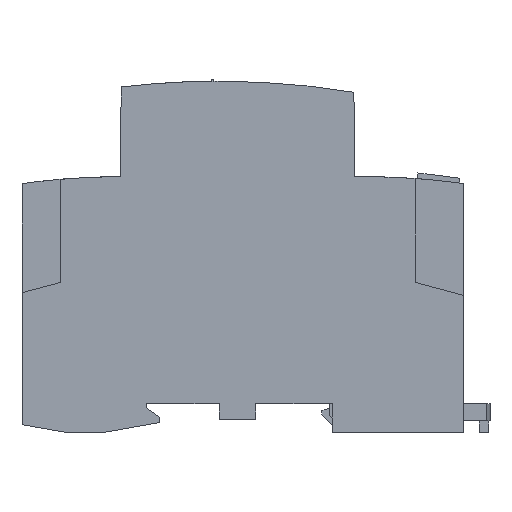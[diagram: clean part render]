
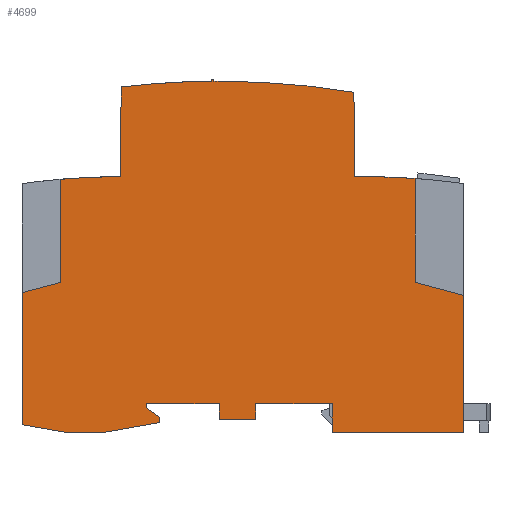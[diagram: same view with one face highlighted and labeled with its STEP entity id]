
A CAD part, left-side view. The second image highlights one B-rep face of the part: STEP entity #4699.
In plain terms, the highlighted planar face has unit normal (-1, 0, 0).
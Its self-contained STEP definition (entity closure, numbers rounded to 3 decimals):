
#2=DIRECTION('',(0.,0.,-1.));
#3=VECTOR('',#2,19.962);
#4=CARTESIAN_POINT('',(-27.,-33.1,15.033));
#5=LINE('',#4,#3);
#6=DIRECTION('',(0.,-0.966,-0.259));
#7=VECTOR('',#6,9.628);
#8=CARTESIAN_POINT('',(-27.,-33.1,-4.929));
#9=LINE('',#8,#7);
#10=DIRECTION('',(0.,0.,-1.));
#11=VECTOR('',#10,26.304);
#12=CARTESIAN_POINT('',(-27.,-42.4,-7.421));
#13=LINE('',#12,#11);
#14=DIRECTION('',(0.,1.,0.));
#15=VECTOR('',#14,25.2);
#16=CARTESIAN_POINT('',(-27.,-42.4,-33.725));
#17=LINE('',#16,#15);
#18=DIRECTION('',(0.,0.,1.));
#19=VECTOR('',#18,5.5);
#20=CARTESIAN_POINT('',(-27.,-17.2,-33.725));
#21=LINE('',#20,#19);
#22=DIRECTION('',(0.,1.,0.));
#23=VECTOR('',#22,14.7);
#24=CARTESIAN_POINT('',(-27.,-17.2,-28.225));
#25=LINE('',#24,#23);
#26=DIRECTION('',(0.,0.,-1.));
#27=VECTOR('',#26,3.);
#28=CARTESIAN_POINT('',(-27.,-2.5,-28.225));
#29=LINE('',#28,#27);
#30=DIRECTION('',(0.,1.,0.));
#31=VECTOR('',#30,7.);
#32=CARTESIAN_POINT('',(-27.,-2.5,-31.225));
#33=LINE('',#32,#31);
#34=DIRECTION('',(0.,0.,1.));
#35=VECTOR('',#34,3.);
#36=CARTESIAN_POINT('',(-27.,4.5,-31.225));
#37=LINE('',#36,#35);
#38=DIRECTION('',(0.,1.,0.));
#39=VECTOR('',#38,14.);
#40=CARTESIAN_POINT('',(-27.,4.5,-28.225));
#41=LINE('',#40,#39);
#42=DIRECTION('',(0.,0.,-1.));
#43=VECTOR('',#42,0.8);
#44=CARTESIAN_POINT('',(-27.,18.5,-28.225));
#45=LINE('',#44,#43);
#46=DIRECTION('',(0.,-0.819,-0.574));
#47=VECTOR('',#46,3.174);
#48=CARTESIAN_POINT('',(-27.,18.5,-29.025));
#49=LINE('',#48,#47);
#50=DIRECTION('',(0.,0.,-1.));
#51=VECTOR('',#50,0.993);
#52=CARTESIAN_POINT('',(-27.,15.9,-30.846));
#53=LINE('',#52,#51);
#54=DIRECTION('',(0.,0.985,-0.174));
#55=VECTOR('',#54,10.865);
#56=CARTESIAN_POINT('',(-27.,15.9,-31.838));
#57=LINE('',#56,#55);
#58=DIRECTION('',(0.,1.,0.));
#59=VECTOR('',#58,7.5);
#60=CARTESIAN_POINT('',(-27.,26.6,-33.725));
#61=LINE('',#60,#59);
#62=DIRECTION('',(0.,0.985,0.174));
#63=VECTOR('',#62,8.428);
#64=CARTESIAN_POINT('',(-27.,34.1,-33.725));
#65=LINE('',#64,#63);
#66=DIRECTION('',(0.,0.,1.));
#67=VECTOR('',#66,25.377);
#68=CARTESIAN_POINT('',(-27.,42.4,-32.261));
#69=LINE('',#68,#67);
#70=DIRECTION('',(0.,-0.966,0.259));
#71=VECTOR('',#70,7.558);
#72=CARTESIAN_POINT('',(-27.,42.4,-6.885));
#73=LINE('',#72,#71);
#74=DIRECTION('',(0.,0.,1.));
#75=VECTOR('',#74,19.805);
#76=CARTESIAN_POINT('',(-27.,35.1,-4.929));
#77=LINE('',#76,#75);
#78=CARTESIAN_POINT('',(-27.,23.5,-119.725));
#79=DIRECTION('',(1.,0.,0.));
#80=DIRECTION('',(0.,0.086,0.996));
#81=AXIS2_PLACEMENT_3D('',#78,#79,#80);
#83=DIRECTION('',(0.,-0.009,1.));
#84=VECTOR('',#83,17.254);
#85=CARTESIAN_POINT('',(-27.,23.5,15.375));
#86=LINE('',#85,#84);
#87=CARTESIAN_POINT('',(-27.,4.65,-126.275));
#88=DIRECTION('',(1.,0.,0.));
#89=DIRECTION('',(0.,0.117,0.993));
#90=AXIS2_PLACEMENT_3D('',#87,#88,#89);
#92=DIRECTION('',(0.,0.,1.));
#93=VECTOR('',#92,0.1);
#94=CARTESIAN_POINT('',(-27.,6.,33.719));
#95=LINE('',#94,#93);
#96=CARTESIAN_POINT('',(-27.,5.8,33.819));
#97=DIRECTION('',(1.,0.,0.));
#98=DIRECTION('',(0.,1.,0.));
#99=AXIS2_PLACEMENT_3D('',#96,#97,#98);
#101=CARTESIAN_POINT('',(-27.,5.8,33.819));
#102=DIRECTION('',(1.,0.,0.));
#103=DIRECTION('',(0.,0.,1.));
#104=AXIS2_PLACEMENT_3D('',#101,#102,#103);
#106=DIRECTION('',(0.,0.,-1.));
#107=VECTOR('',#106,0.096);
#108=CARTESIAN_POINT('',(-27.,5.6,33.819));
#109=LINE('',#108,#107);
#110=CARTESIAN_POINT('',(-27.,4.65,-126.275));
#111=DIRECTION('',(1.,0.,0.));
#112=DIRECTION('',(0.,0.,1.));
#113=AXIS2_PLACEMENT_3D('',#110,#111,#112);
#115=DIRECTION('',(0.,-0.009,-1.));
#116=VECTOR('',#115,16.233);
#117=CARTESIAN_POINT('',(-27.,-21.358,31.597));
#118=LINE('',#117,#116);
#119=CARTESIAN_POINT('',(-27.,-23.5,-119.725));
#120=DIRECTION('',(1.,0.,0.));
#121=DIRECTION('',(0.,0.,1.));
#122=AXIS2_PLACEMENT_3D('',#119,#120,#121);
#132=CARTESIAN_POINT('',(-27.,-23.5,-119.725));
#133=DIRECTION('',(-1.,0.,0.));
#134=DIRECTION('',(0.,0.,1.));
#135=AXIS2_PLACEMENT_3D('',#132,#133,#134);
#271=CARTESIAN_POINT('',(-27.,4.65,-126.275));
#272=DIRECTION('',(-1.,0.,0.));
#273=DIRECTION('',(0.,0.,1.));
#274=AXIS2_PLACEMENT_3D('',#271,#272,#273);
#3556=CARTESIAN_POINT('',(-27.,-33.1,15.033));
#3557=CARTESIAN_POINT('',(-27.,-33.1,-4.929));
#3558=VERTEX_POINT('',#3556);
#3559=VERTEX_POINT('',#3557);
#3560=CARTESIAN_POINT('',(-27.,-42.4,-7.421));
#3561=VERTEX_POINT('',#3560);
#3562=CARTESIAN_POINT('',(-27.,-42.4,-33.725));
#3563=VERTEX_POINT('',#3562);
#3564=CARTESIAN_POINT('',(-27.,-17.2,-33.725));
#3565=VERTEX_POINT('',#3564);
#3566=CARTESIAN_POINT('',(-27.,-17.2,-28.225));
#3567=VERTEX_POINT('',#3566);
#3568=CARTESIAN_POINT('',(-27.,-2.5,-28.225));
#3569=VERTEX_POINT('',#3568);
#3570=CARTESIAN_POINT('',(-27.,-2.5,-31.225));
#3571=VERTEX_POINT('',#3570);
#3572=CARTESIAN_POINT('',(-27.,4.5,-31.225));
#3573=VERTEX_POINT('',#3572);
#3574=CARTESIAN_POINT('',(-27.,4.5,-28.225));
#3575=VERTEX_POINT('',#3574);
#3576=CARTESIAN_POINT('',(-27.,18.5,-28.225));
#3577=VERTEX_POINT('',#3576);
#3578=CARTESIAN_POINT('',(-27.,18.5,-29.025));
#3579=VERTEX_POINT('',#3578);
#3580=CARTESIAN_POINT('',(-27.,15.9,-30.846));
#3581=VERTEX_POINT('',#3580);
#3582=CARTESIAN_POINT('',(-27.,15.9,-31.838));
#3583=VERTEX_POINT('',#3582);
#3584=CARTESIAN_POINT('',(-27.,26.6,-33.725));
#3585=VERTEX_POINT('',#3584);
#3586=CARTESIAN_POINT('',(-27.,34.1,-33.725));
#3587=VERTEX_POINT('',#3586);
#3588=CARTESIAN_POINT('',(-27.,42.4,-32.261));
#3589=VERTEX_POINT('',#3588);
#3590=CARTESIAN_POINT('',(-27.,42.4,-6.885));
#3591=VERTEX_POINT('',#3590);
#3592=CARTESIAN_POINT('',(-27.,35.1,-4.929));
#3593=VERTEX_POINT('',#3592);
#3594=CARTESIAN_POINT('',(-27.,35.1,14.876));
#3595=VERTEX_POINT('',#3594);
#3596=CARTESIAN_POINT('',(-27.,23.5,15.375));
#3597=VERTEX_POINT('',#3596);
#3598=CARTESIAN_POINT('',(-27.,23.349,32.629));
#3599=VERTEX_POINT('',#3598);
#3600=CARTESIAN_POINT('',(-27.,6.,33.719));
#3601=VERTEX_POINT('',#3600);
#3602=CARTESIAN_POINT('',(-27.,6.,33.819));
#3603=VERTEX_POINT('',#3602);
#3604=CARTESIAN_POINT('',(-27.,5.8,34.019));
#3605=VERTEX_POINT('',#3604);
#3606=CARTESIAN_POINT('',(-27.,5.6,33.819));
#3607=VERTEX_POINT('',#3606);
#3608=CARTESIAN_POINT('',(-27.,5.6,33.723));
#3609=VERTEX_POINT('',#3608);
#3610=CARTESIAN_POINT('',(-27.,4.65,33.725));
#3611=VERTEX_POINT('',#3610);
#3612=CARTESIAN_POINT('',(-27.,-21.358,31.597));
#3613=VERTEX_POINT('',#3612);
#3614=CARTESIAN_POINT('',(-27.,-21.5,15.365));
#3615=VERTEX_POINT('',#3614);
#3616=CARTESIAN_POINT('',(-27.,-23.5,15.375));
#3617=VERTEX_POINT('',#3616);
#4630=CARTESIAN_POINT('',(-27.,0.,0.));
#4631=DIRECTION('',(1.,0.,0.));
#4632=DIRECTION('',(0.,0.,-1.));
#4633=AXIS2_PLACEMENT_3D('',#4630,#4631,#4632);
#4634=PLANE('',#4633);
#4636=ORIENTED_EDGE('',*,*,#4635,.T.);
#4638=ORIENTED_EDGE('',*,*,#4637,.T.);
#4640=ORIENTED_EDGE('',*,*,#4639,.T.);
#4642=ORIENTED_EDGE('',*,*,#4641,.T.);
#4644=ORIENTED_EDGE('',*,*,#4643,.T.);
#4646=ORIENTED_EDGE('',*,*,#4645,.T.);
#4648=ORIENTED_EDGE('',*,*,#4647,.T.);
#4650=ORIENTED_EDGE('',*,*,#4649,.T.);
#4652=ORIENTED_EDGE('',*,*,#4651,.T.);
#4654=ORIENTED_EDGE('',*,*,#4653,.T.);
#4656=ORIENTED_EDGE('',*,*,#4655,.T.);
#4658=ORIENTED_EDGE('',*,*,#4657,.T.);
#4660=ORIENTED_EDGE('',*,*,#4659,.T.);
#4662=ORIENTED_EDGE('',*,*,#4661,.T.);
#4664=ORIENTED_EDGE('',*,*,#4663,.T.);
#4666=ORIENTED_EDGE('',*,*,#4665,.T.);
#4668=ORIENTED_EDGE('',*,*,#4667,.T.);
#4670=ORIENTED_EDGE('',*,*,#4669,.T.);
#4672=ORIENTED_EDGE('',*,*,#4671,.T.);
#4674=ORIENTED_EDGE('',*,*,#4673,.T.);
#4676=ORIENTED_EDGE('',*,*,#4675,.T.);
#4678=ORIENTED_EDGE('',*,*,#4677,.T.);
#4680=ORIENTED_EDGE('',*,*,#4679,.T.);
#4682=ORIENTED_EDGE('',*,*,#4681,.T.);
#4684=ORIENTED_EDGE('',*,*,#4683,.T.);
#4686=ORIENTED_EDGE('',*,*,#4685,.T.);
#4688=ORIENTED_EDGE('',*,*,#4687,.F.);
#4690=ORIENTED_EDGE('',*,*,#4689,.T.);
#4692=ORIENTED_EDGE('',*,*,#4691,.T.);
#4694=ORIENTED_EDGE('',*,*,#4693,.F.);
#4696=ORIENTED_EDGE('',*,*,#4695,.T.);
#4697=EDGE_LOOP('',(#4636,#4638,#4640,#4642,#4644,#4646,#4648,#4650,#4652,#4654,
#4656,#4658,#4660,#4662,#4664,#4666,#4668,#4670,#4672,#4674,#4676,#4678,#4680,
#4682,#4684,#4686,#4688,#4690,#4692,#4694,#4696));
#4698=FACE_OUTER_BOUND('',#4697,.F.);
#4699=ADVANCED_FACE('',(#4698),#4634,.F.);
#82=CIRCLE('',#81,135.1);
#91=CIRCLE('',#90,160.);
#100=CIRCLE('',#99,0.2);
#105=CIRCLE('',#104,0.2);
#114=CIRCLE('',#113,160.);
#123=CIRCLE('',#122,135.1);
#136=CIRCLE('',#135,135.1);
#275=CIRCLE('',#274,160.);
#4635=EDGE_CURVE('',#3558,#3559,#5,.T.);
#4637=EDGE_CURVE('',#3559,#3561,#9,.T.);
#4639=EDGE_CURVE('',#3561,#3563,#13,.T.);
#4641=EDGE_CURVE('',#3563,#3565,#17,.T.);
#4643=EDGE_CURVE('',#3565,#3567,#21,.T.);
#4645=EDGE_CURVE('',#3567,#3569,#25,.T.);
#4647=EDGE_CURVE('',#3569,#3571,#29,.T.);
#4649=EDGE_CURVE('',#3571,#3573,#33,.T.);
#4651=EDGE_CURVE('',#3573,#3575,#37,.T.);
#4653=EDGE_CURVE('',#3575,#3577,#41,.T.);
#4655=EDGE_CURVE('',#3577,#3579,#45,.T.);
#4657=EDGE_CURVE('',#3579,#3581,#49,.T.);
#4659=EDGE_CURVE('',#3581,#3583,#53,.T.);
#4661=EDGE_CURVE('',#3583,#3585,#57,.T.);
#4663=EDGE_CURVE('',#3585,#3587,#61,.T.);
#4665=EDGE_CURVE('',#3587,#3589,#65,.T.);
#4667=EDGE_CURVE('',#3589,#3591,#69,.T.);
#4669=EDGE_CURVE('',#3591,#3593,#73,.T.);
#4671=EDGE_CURVE('',#3593,#3595,#77,.T.);
#4673=EDGE_CURVE('',#3595,#3597,#82,.T.);
#4675=EDGE_CURVE('',#3597,#3599,#86,.T.);
#4677=EDGE_CURVE('',#3599,#3601,#91,.T.);
#4679=EDGE_CURVE('',#3601,#3603,#95,.T.);
#4681=EDGE_CURVE('',#3603,#3605,#100,.T.);
#4683=EDGE_CURVE('',#3605,#3607,#105,.T.);
#4685=EDGE_CURVE('',#3607,#3609,#109,.T.);
#4687=EDGE_CURVE('',#3611,#3609,#275,.T.);
#4689=EDGE_CURVE('',#3611,#3613,#114,.T.);
#4691=EDGE_CURVE('',#3613,#3615,#118,.T.);
#4693=EDGE_CURVE('',#3617,#3615,#136,.T.);
#4695=EDGE_CURVE('',#3617,#3558,#123,.T.);
